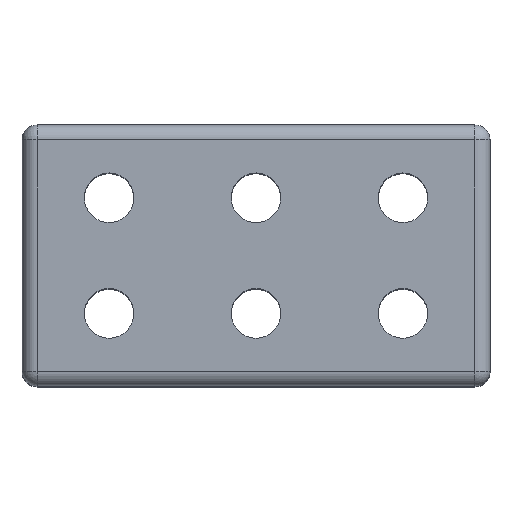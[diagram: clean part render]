
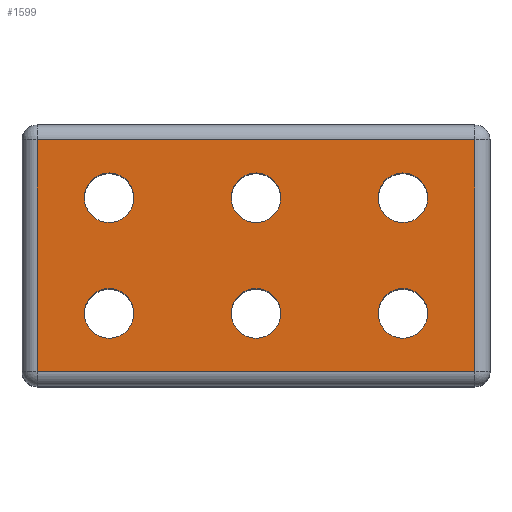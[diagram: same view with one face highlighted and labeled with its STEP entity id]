
A CAD part, top view. The second image highlights one B-rep face of the part: STEP entity #1599.
In plain terms, the highlighted planar face has unit normal (0, 0, 1).
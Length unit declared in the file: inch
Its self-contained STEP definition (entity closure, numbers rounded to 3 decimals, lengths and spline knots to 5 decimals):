
#41=FACE_BOUND('',#492,.T.);
#42=FACE_BOUND('',#493,.T.);
#43=FACE_BOUND('',#494,.T.);
#44=FACE_BOUND('',#495,.T.);
#45=FACE_BOUND('',#496,.T.);
#46=FACE_BOUND('',#497,.T.);
#71=PLANE('',#1740);
#112=LINE('',#2432,#229);
#114=LINE('',#2439,#231);
#118=LINE('',#2455,#235);
#137=LINE('',#2520,#254);
#229=VECTOR('',#1924,0.3937);
#231=VECTOR('',#1932,0.3937);
#235=VECTOR('',#1950,0.3937);
#254=VECTOR('',#2009,0.3937);
#400=FACE_OUTER_BOUND('',#491,.T.);
#491=EDGE_LOOP('',(#1184,#1185,#1186,#1187));
#492=EDGE_LOOP('',(#1188));
#493=EDGE_LOOP('',(#1189));
#494=EDGE_LOOP('',(#1190));
#495=EDGE_LOOP('',(#1191));
#496=EDGE_LOOP('',(#1192));
#497=EDGE_LOOP('',(#1193));
#622=CIRCLE('',#1741,0.065);
#623=CIRCLE('',#1742,0.065);
#624=CIRCLE('',#1743,0.065);
#625=CIRCLE('',#1744,0.065);
#626=CIRCLE('',#1745,0.065);
#627=CIRCLE('',#1746,0.065);
#694=VERTEX_POINT('',#2391);
#711=VERTEX_POINT('',#2431);
#713=VERTEX_POINT('',#2437);
#718=VERTEX_POINT('',#2453);
#745=VERTEX_POINT('',#2526);
#746=VERTEX_POINT('',#2528);
#747=VERTEX_POINT('',#2530);
#748=VERTEX_POINT('',#2532);
#749=VERTEX_POINT('',#2534);
#750=VERTEX_POINT('',#2536);
#867=EDGE_CURVE('',#694,#711,#112,.T.);
#871=EDGE_CURVE('',#713,#694,#114,.T.);
#879=EDGE_CURVE('',#718,#713,#118,.T.);
#912=EDGE_CURVE('',#711,#718,#137,.T.);
#915=EDGE_CURVE('',#745,#745,#622,.T.);
#916=EDGE_CURVE('',#746,#746,#623,.T.);
#917=EDGE_CURVE('',#747,#747,#624,.T.);
#918=EDGE_CURVE('',#748,#748,#625,.T.);
#919=EDGE_CURVE('',#749,#749,#626,.T.);
#920=EDGE_CURVE('',#750,#750,#627,.T.);
#1184=ORIENTED_EDGE('',*,*,#912,.F.);
#1185=ORIENTED_EDGE('',*,*,#867,.F.);
#1186=ORIENTED_EDGE('',*,*,#871,.F.);
#1187=ORIENTED_EDGE('',*,*,#879,.F.);
#1188=ORIENTED_EDGE('',*,*,#915,.T.);
#1189=ORIENTED_EDGE('',*,*,#916,.T.);
#1190=ORIENTED_EDGE('',*,*,#917,.T.);
#1191=ORIENTED_EDGE('',*,*,#918,.F.);
#1192=ORIENTED_EDGE('',*,*,#919,.F.);
#1193=ORIENTED_EDGE('',*,*,#920,.F.);
#1599=ADVANCED_FACE('',(#400,#41,#42,#43,#44,#45,#46),#71,.T.);
#1740=AXIS2_PLACEMENT_3D('',#2525,#2018,#2019);
#1741=AXIS2_PLACEMENT_3D('',#2527,#2020,#2021);
#1742=AXIS2_PLACEMENT_3D('',#2529,#2022,#2023);
#1743=AXIS2_PLACEMENT_3D('',#2531,#2024,#2025);
#1744=AXIS2_PLACEMENT_3D('',#2533,#2026,#2027);
#1745=AXIS2_PLACEMENT_3D('',#2535,#2028,#2029);
#1746=AXIS2_PLACEMENT_3D('',#2537,#2030,#2031);
#1924=DIRECTION('',(0.,-1.,0.));
#1932=DIRECTION('',(1.,0.,0.));
#1950=DIRECTION('',(0.,1.,0.));
#2009=DIRECTION('',(-1.,0.,0.));
#2018=DIRECTION('center_axis',(0.,0.,1.));
#2019=DIRECTION('ref_axis',(1.,0.,0.));
#2020=DIRECTION('center_axis',(0.,0.,-1.));
#2021=DIRECTION('ref_axis',(-1.,0.,0.));
#2022=DIRECTION('center_axis',(0.,0.,-1.));
#2023=DIRECTION('ref_axis',(-1.,0.,0.));
#2024=DIRECTION('center_axis',(0.,0.,-1.));
#2025=DIRECTION('ref_axis',(-1.,0.,0.));
#2026=DIRECTION('center_axis',(0.,0.,1.));
#2027=DIRECTION('ref_axis',(-1.,0.,0.));
#2028=DIRECTION('center_axis',(0.,0.,1.));
#2029=DIRECTION('ref_axis',(-1.,0.,0.));
#2030=DIRECTION('center_axis',(0.,0.,1.));
#2031=DIRECTION('ref_axis',(-1.,0.,0.));
#2391=CARTESIAN_POINT('',(0.57402,0.3622,0.62008));
#2431=CARTESIAN_POINT('',(0.57402,-0.24409,0.62008));
#2432=CARTESIAN_POINT('',(0.57402,-0.08368,0.62008));
#2437=CARTESIAN_POINT('',(-0.57402,0.3622,0.62008));
#2439=CARTESIAN_POINT('',(-0.20669,0.3622,0.62008));
#2453=CARTESIAN_POINT('',(-0.57402,-0.24409,0.62008));
#2455=CARTESIAN_POINT('',(-0.57402,-0.08368,0.62008));
#2520=CARTESIAN_POINT('',(-0.20669,-0.24409,0.62008));
#2525=CARTESIAN_POINT('Origin',(0.,-0.11197,
0.62008));
#2526=CARTESIAN_POINT('',(0.065,-0.09252,0.62008));
#2527=CARTESIAN_POINT('Origin',(0.,-0.09252,
0.62008));
#2528=CARTESIAN_POINT('',(-0.32,-0.09252,0.62008));
#2529=CARTESIAN_POINT('Origin',(-0.385,-0.09252,0.62008));
#2530=CARTESIAN_POINT('',(0.45,-0.09252,0.62008));
#2531=CARTESIAN_POINT('Origin',(0.385,-0.09252,0.62008));
#2532=CARTESIAN_POINT('',(0.45,0.21063,0.62008));
#2533=CARTESIAN_POINT('Origin',(0.385,0.21063,0.62008));
#2534=CARTESIAN_POINT('',(-0.32,0.21063,0.62008));
#2535=CARTESIAN_POINT('Origin',(-0.385,0.21063,0.62008));
#2536=CARTESIAN_POINT('',(0.065,0.21063,0.62008));
#2537=CARTESIAN_POINT('Origin',(0.,0.21063,0.62008));
